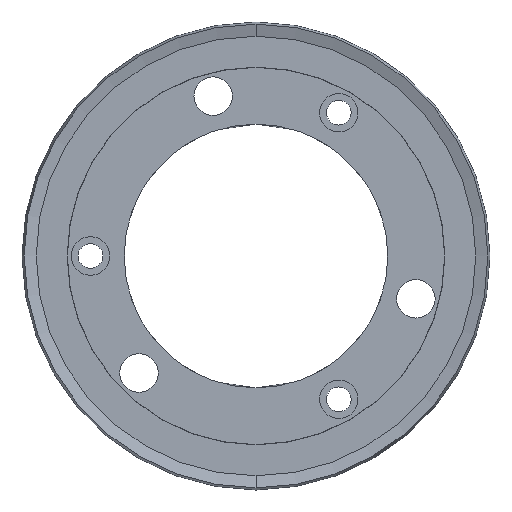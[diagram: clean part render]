
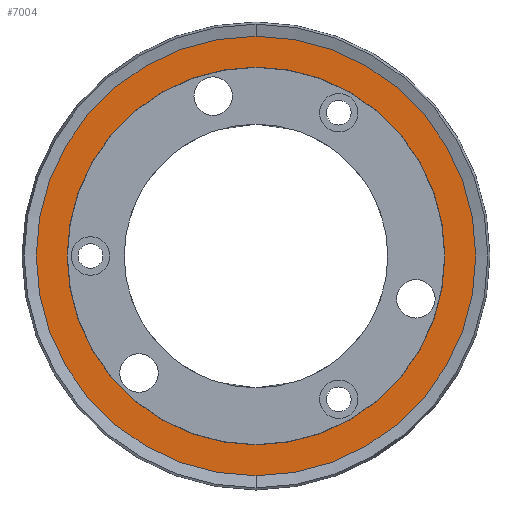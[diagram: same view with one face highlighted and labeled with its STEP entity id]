
A CAD part, left-side view. The second image highlights one B-rep face of the part: STEP entity #7004.
In plain terms, the highlighted planar face has unit normal (-1, 0, 0).
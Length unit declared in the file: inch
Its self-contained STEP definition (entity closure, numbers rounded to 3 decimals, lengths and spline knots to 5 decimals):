
#210 = AXIS2_PLACEMENT_3D ( 'NONE', #10682, #2001, #10645 ) ;
#534 = CIRCLE ( 'NONE', #8397, 1.78433 ) ;
#639 = CARTESIAN_POINT ( 'NONE',  ( 0.39168, 1.64312, 4.83016 ) ) ;
#2001 = DIRECTION ( 'NONE',  ( -1., 0., 0. ) ) ;
#2156 = CARTESIAN_POINT ( 'NONE',  ( 0.39168, 1.64312, 1.51233 ) ) ;
#2233 = AXIS2_PLACEMENT_3D ( 'NONE', #3586, #7763, #8712 ) ;
#2239 = DIRECTION ( 'NONE',  ( -1., 0., 0. ) ) ;
#2523 = AXIS2_PLACEMENT_3D ( 'NONE', #7226, #4722, #5465 ) ;
#2728 = CIRCLE ( 'NONE', #2523, 1.5335 ) ;
#3204 = EDGE_LOOP ( 'NONE', ( #5506, #4818 ) ) ;
#3222 = VERTEX_POINT ( 'NONE', #3265 ) ;
#3265 = CARTESIAN_POINT ( 'NONE',  ( 0.39168, 1.64312, 4.57933 ) ) ;
#3367 = ORIENTED_EDGE ( 'NONE', *, *, #9393, .T. ) ;
#3586 = CARTESIAN_POINT ( 'NONE',  ( 0.39168, 3.17662, 3.04583 ) ) ;
#4722 = DIRECTION ( 'NONE',  ( -1., 0., 0. ) ) ;
#4818 = ORIENTED_EDGE ( 'NONE', *, *, #7753, .F. ) ;
#4881 = CARTESIAN_POINT ( 'NONE',  ( 0.39168, 1.64312, 3.04583 ) ) ;
#5039 = CIRCLE ( 'NONE', #210, 1.78433 ) ;
#5131 = CARTESIAN_POINT ( 'NONE',  ( 0.39168, 1.64312, 3.04583 ) ) ;
#5465 = DIRECTION ( 'NONE',  ( 0., 0., 1. ) ) ;
#5506 = ORIENTED_EDGE ( 'NONE', *, *, #9067, .F. ) ;
#5962 = EDGE_LOOP ( 'NONE', ( #8524, #3367 ) ) ;
#6186 = EDGE_CURVE ( 'NONE', #10062, #7961, #534, .T. ) ;
#6875 = DIRECTION ( 'NONE',  ( 0., 0., 1. ) ) ;
#7004 = ADVANCED_FACE ( 'NONE', ( #7782, #8457 ), #7033, .F. ) ;
#7033 = PLANE ( 'NONE',  #2233 ) ;
#7226 = CARTESIAN_POINT ( 'NONE',  ( 0.39168, 1.64312, 3.04583 ) ) ;
#7699 = DIRECTION ( 'NONE',  ( -1., 0., 0. ) ) ;
#7734 = VERTEX_POINT ( 'NONE', #2156 ) ;
#7753 = EDGE_CURVE ( 'NONE', #7734, #3222, #2728, .T. ) ;
#7763 = DIRECTION ( 'NONE',  ( 1., 0., 0. ) ) ;
#7782 = FACE_OUTER_BOUND ( 'NONE', #5962, .T. ) ;
#7918 = AXIS2_PLACEMENT_3D ( 'NONE', #4881, #2239, #9175 ) ;
#7961 = VERTEX_POINT ( 'NONE', #639 ) ;
#8397 = AXIS2_PLACEMENT_3D ( 'NONE', #5131, #7699, #6875 ) ;
#8457 = FACE_BOUND ( 'NONE', #3204, .T. ) ;
#8524 = ORIENTED_EDGE ( 'NONE', *, *, #6186, .T. ) ;
#8712 = DIRECTION ( 'NONE',  ( 0., 0., 1. ) ) ;
#8851 = CIRCLE ( 'NONE', #7918, 1.5335 ) ;
#9067 = EDGE_CURVE ( 'NONE', #3222, #7734, #8851, .T. ) ;
#9175 = DIRECTION ( 'NONE',  ( 0., 0., 1. ) ) ;
#9393 = EDGE_CURVE ( 'NONE', #7961, #10062, #5039, .T. ) ;
#10062 = VERTEX_POINT ( 'NONE', #10763 ) ;
#10645 = DIRECTION ( 'NONE',  ( 0., 0., 1. ) ) ;
#10682 = CARTESIAN_POINT ( 'NONE',  ( 0.39168, 1.64312, 3.04583 ) ) ;
#10763 = CARTESIAN_POINT ( 'NONE',  ( 0.39168, 1.64312, 1.2615 ) ) ;
